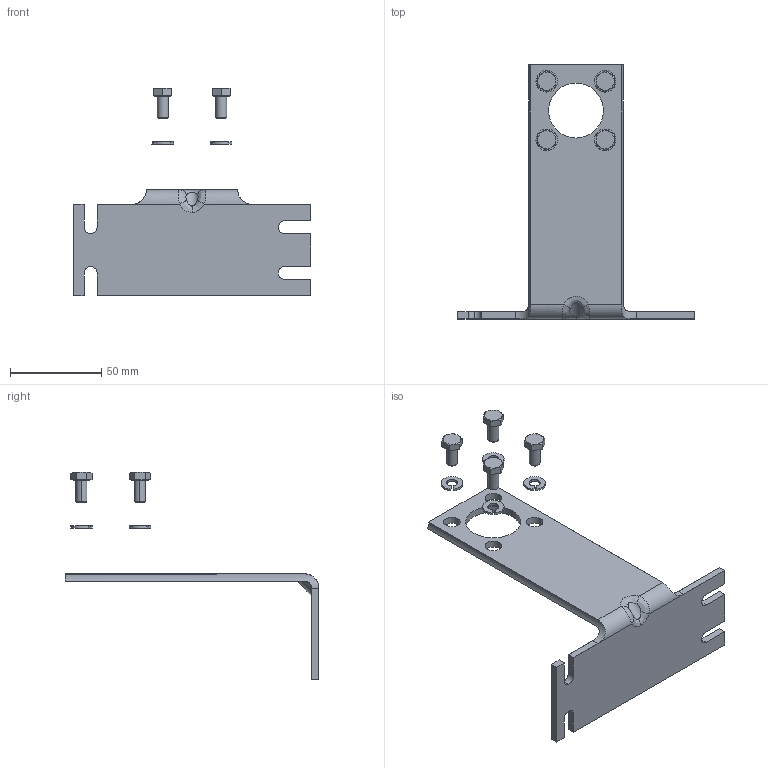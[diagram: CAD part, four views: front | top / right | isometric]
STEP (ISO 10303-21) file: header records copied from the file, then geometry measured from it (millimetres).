
FILE_DESCRIPTION (( 'STEP AP203' ), '1' );
FILE_NAME ('6162-Montagewinkel-120930.STEP', '2015-07-16T11:05:43', ( '' ), ( '' ), 'SwSTEP 2.0', 'SolidWorks 2015', '' );
FILE_SCHEMA (( 'CONFIG_CONTROL_DESIGN' ));
Length unit declared in the file: millimetre
Products named in the file (4): 61_629_044_001_0; 506_548_0; 6162-Montagewinkel-120930; 500_670_0
Assembly tree (9 placements, depth 2):
  6162-Montagewinkel-120930
    61_629_044_001_0
    500_670_0  x4
    506_548_0  x4
Bounding box: 130 x 139 x 113.59 mm (x, y, z)
Volume: 52053.1 mm3; surface area: 31487.1 mm2
Topology: 9 solids, 9 shells, 176 faces, 423 edges, 273 vertices
Faces by surface type: plane 84, cylinder 65, cone 16, bspline 11
Entity records: 3996 total; most frequent: CARTESIAN_POINT 1261, ORIENTED_EDGE 462, DIRECTION 446, EDGE_CURVE 231, AXIS2_PLACEMENT_3D 164, VERTEX_POINT 147, VECTOR 118, LINE 118
